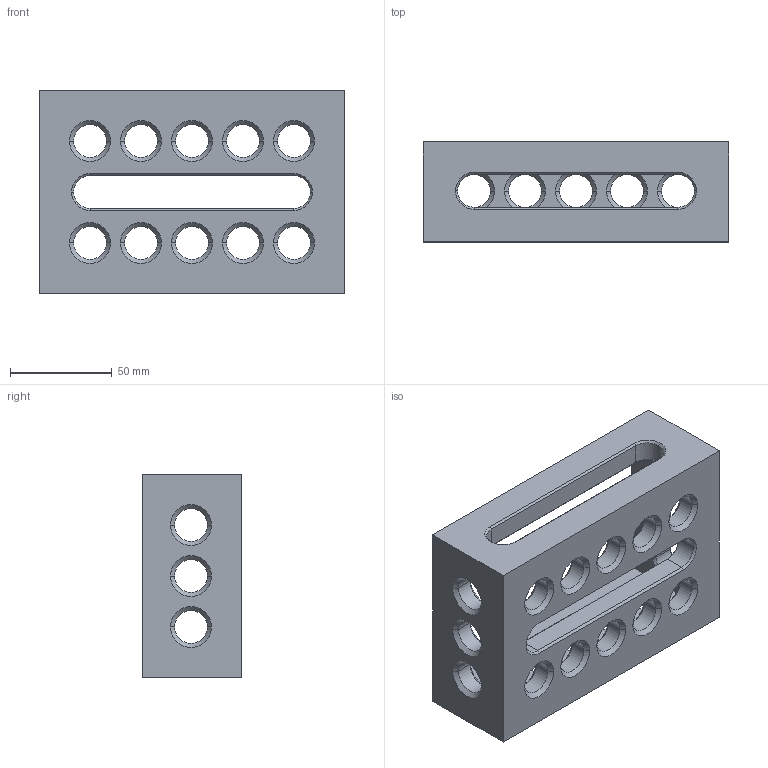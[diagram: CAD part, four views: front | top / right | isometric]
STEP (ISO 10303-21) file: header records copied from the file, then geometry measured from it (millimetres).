
FILE_DESCRIPTION(('STEP AP214'),'1');
FILE_NAME('160300.STP','2011-09-06T08:04:28',(' '),(' '),'Spatial InterOp 3D',' ',' ');
FILE_SCHEMA(('automotive_design'));
Length unit declared in the file: millimetre
Products named in the file (1): Quader
Bounding box: 150 x 49 x 100 mm (x, y, z)
Volume: 276483.7 mm3; surface area: 68891.9 mm2
Topology: 1 solids, 1 shells, 173 faces, 402 edges, 232 vertices
Faces by surface type: cone 96, cylinder 48, plane 29
Entity records: 6356 total; most frequent: DIRECTION 942, CARTESIAN_POINT 808, ORIENTED_EDGE 804, EDGE_CURVE 402, AXIS2_PLACEMENT_3D 366, VERTEX_POINT 232, EDGE_LOOP 216, LINE 210
